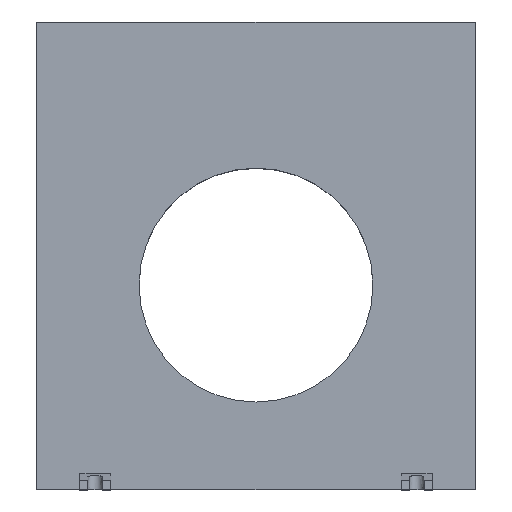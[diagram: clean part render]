
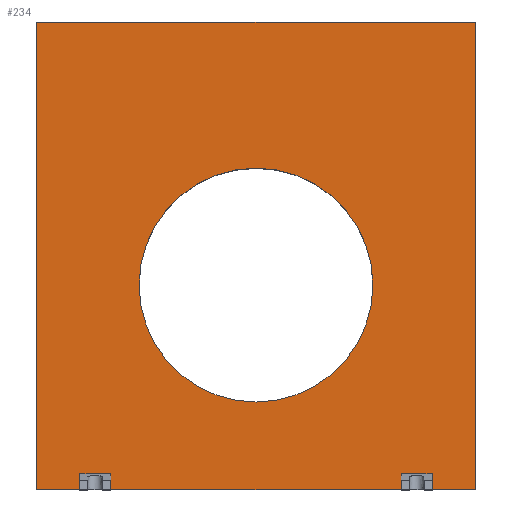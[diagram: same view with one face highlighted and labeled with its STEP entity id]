
A CAD part, top view. The second image highlights one B-rep face of the part: STEP entity #234.
In plain terms, the highlighted planar face has unit normal (0, 0, 1).
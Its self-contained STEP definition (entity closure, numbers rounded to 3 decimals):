
#132=CARTESIAN_POINT('',(40.0,70.0,25.0));
#133=VERTEX_POINT('',#132);
#149=CARTESIAN_POINT('',(-40.0,70.0,25.0));
#150=VERTEX_POINT('',#149);
#157=CARTESIAN_POINT('',(0.0,70.0,25.0));
#158=DIRECTION('',(0.0,0.0,-1.0));
#159=DIRECTION('',(1.0,0.0,0.0));
#160=AXIS2_PLACEMENT_3D('',#157,#158,#159);
#161=CIRCLE('',#160,40.0);
#162=EDGE_CURVE('',#133,#150,#161,.T.);
#173=CARTESIAN_POINT('',(0.0,70.0,25.0));
#174=DIRECTION('',(0.0,0.0,-1.0));
#175=DIRECTION('',(1.0,0.0,0.0));
#176=AXIS2_PLACEMENT_3D('',#173,#174,#175);
#177=CIRCLE('',#176,40.0);
#178=EDGE_CURVE('',#150,#133,#177,.T.);
#191=CARTESIAN_POINT('',(0.,80.,25.0));
#192=DIRECTION('',(0.0,0.0,1.0));
#193=DIRECTION('',(1.0,0.0,0.0));
#194=AXIS2_PLACEMENT_3D('',#191,#192,#193);
#195=PLANE('',#194);
#196=CARTESIAN_POINT('',(-75.0,160.,25.0));
#197=VERTEX_POINT('',#196);
#198=CARTESIAN_POINT('',(75.0,160.,25.0));
#199=VERTEX_POINT('',#198);
#200=CARTESIAN_POINT('',(-75.0,160.,25.0));
#201=DIRECTION('',(1.0,0.0,0.0));
#202=VECTOR('',#201,150.0);
#203=LINE('',#200,#202);
#204=EDGE_CURVE('',#197,#199,#203,.T.);
#205=ORIENTED_EDGE('',*,*,#204,.F.);
#206=CARTESIAN_POINT('',(-75.0,0.0,25.0));
#207=VERTEX_POINT('',#206);
#208=CARTESIAN_POINT('',(-75.0,0.0,25.0));
#209=DIRECTION('',(0.0,1.0,0.0));
#210=VECTOR('',#209,160.);
#211=LINE('',#208,#210);
#212=EDGE_CURVE('',#207,#197,#211,.T.);
#213=ORIENTED_EDGE('',*,*,#212,.F.);
#214=CARTESIAN_POINT('',(75.0,0.0,25.0));
#215=VERTEX_POINT('',#214);
#216=CARTESIAN_POINT('',(75.0,0.0,25.0));
#217=DIRECTION('',(-1.0,0.0,0.0));
#218=VECTOR('',#217,150.0);
#219=LINE('',#216,#218);
#220=EDGE_CURVE('',#215,#207,#219,.T.);
#221=ORIENTED_EDGE('',*,*,#220,.F.);
#222=CARTESIAN_POINT('',(75.0,160.,25.0));
#223=DIRECTION('',(0.0,-1.0,0.0));
#224=VECTOR('',#223,160.);
#225=LINE('',#222,#224);
#226=EDGE_CURVE('',#199,#215,#225,.T.);
#227=ORIENTED_EDGE('',*,*,#226,.F.);
#228=EDGE_LOOP('',(#205,#213,#221,#227));
#229=FACE_OUTER_BOUND('',#228,.T.);
#230=ORIENTED_EDGE('',*,*,#178,.T.);
#231=ORIENTED_EDGE('',*,*,#162,.T.);
#232=EDGE_LOOP('',(#230,#231));
#233=FACE_BOUND('',#232,.T.);
#234=ADVANCED_FACE('',(#229,#233),#195,.T.);
